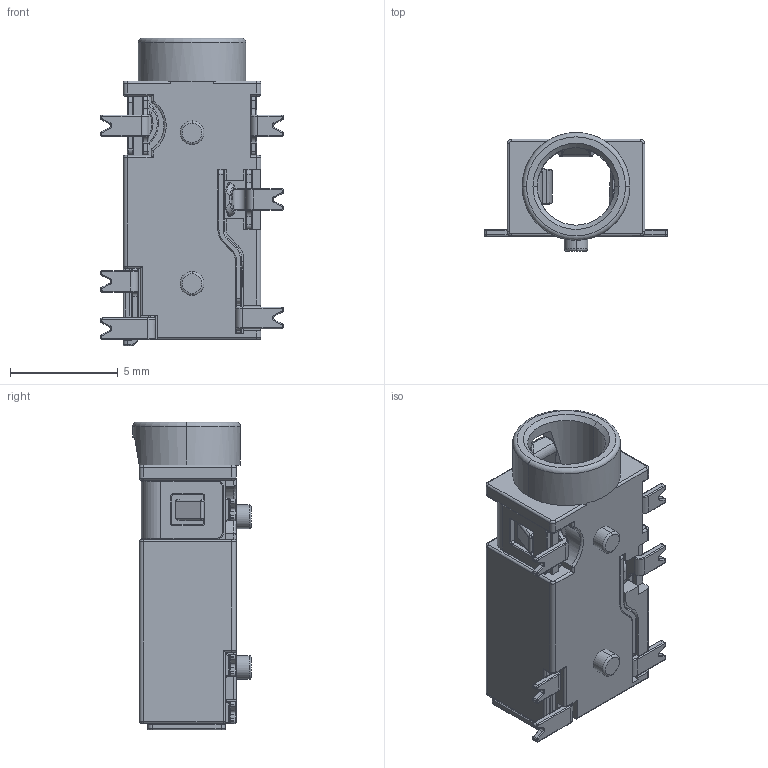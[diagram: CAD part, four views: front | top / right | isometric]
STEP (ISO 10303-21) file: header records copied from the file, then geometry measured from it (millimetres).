
FILE_DESCRIPTION (( 'STEP AP214' ), '1' );
FILE_NAME ('PJ311D_WPos.STEP', '2022-10-29T16:20:03', ( 'Rotor' ), ( '' ), 'SwSTEP 2.0', 'SolidWorks 2012', '' );
FILE_SCHEMA (( 'AUTOMOTIVE_DESIGN' ));
Length unit declared in the file: millimetre
Products named in the file (8): 007^PJ311D_WPos; 006^PJ311D_WPos; 005^PJ311D_WPos; 004^PJ311D_WPos; 003^PJ311D_WPos; 002^PJ311D_WPos; 001^PJ311D_WPos; PJ311D_WPos
Assembly tree (7 placements, depth 2):
  PJ311D_WPos
    001^PJ311D_WPos
    002^PJ311D_WPos
    003^PJ311D_WPos
    004^PJ311D_WPos
    005^PJ311D_WPos
    006^PJ311D_WPos
    007^PJ311D_WPos
Bounding box: 8.5 x 5.5 x 14.3 mm (x, y, z)
Volume: 197 mm3; surface area: 868.3 mm2
Topology: 7 solids, 7 shells, 1194 faces, 2844 edges, 1649 vertices
Faces by surface type: cylinder 510, torus 321, plane 258, bspline 96, sphere 7, cone 2
Entity records: 36249 total; most frequent: CARTESIAN_POINT 8343, DIRECTION 6248, ORIENTED_EDGE 5670, EDGE_CURVE 2835, AXIS2_PLACEMENT_3D 2529, VERTEX_POINT 1649, CIRCLE 1421, EDGE_LOOP 1204
